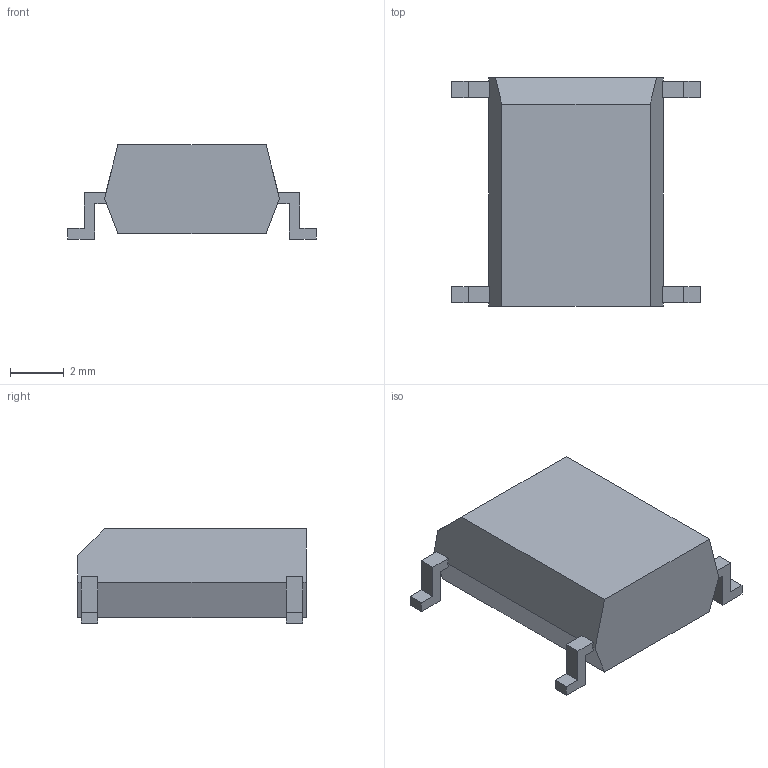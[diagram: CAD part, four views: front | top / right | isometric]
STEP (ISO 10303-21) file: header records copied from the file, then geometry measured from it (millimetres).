
FILE_DESCRIPTION(('FreeCAD Model'),'2;1');
FILE_NAME('D_Bridge_DIP8_SMD.step', '2017-11-23T21:00:50',('kicad StepUp'),('ksu MCAD'), 'Open CASCADE STEP processor 7.1','FreeCAD','Unknown');
FILE_SCHEMA(('AUTOMOTIVE_DESIGN { 1 0 10303 214 1 1 1 1 }'));
Length unit declared in the file: millimetre
Products named in the file (1): D_Bridge_DIP8_SMD
Bounding box: 9.22 x 8.5 x 3.5 mm (x, y, z)
Volume: 168.1 mm3; surface area: 209.5 mm2
Topology: 1 solids, 1 shells, 49 faces, 141 edges, 94 vertices
Faces by surface type: plane 49
Entity records: 1100 total; most frequent: ORIENTED_EDGE 226, EDGE_CURVE 141, LINE 129, CARTESIAN_POINT 124, VERTEX_POINT 94, ADVANCED_FACE 49, FACE_BOUND 49, EDGE_LOOP 49
